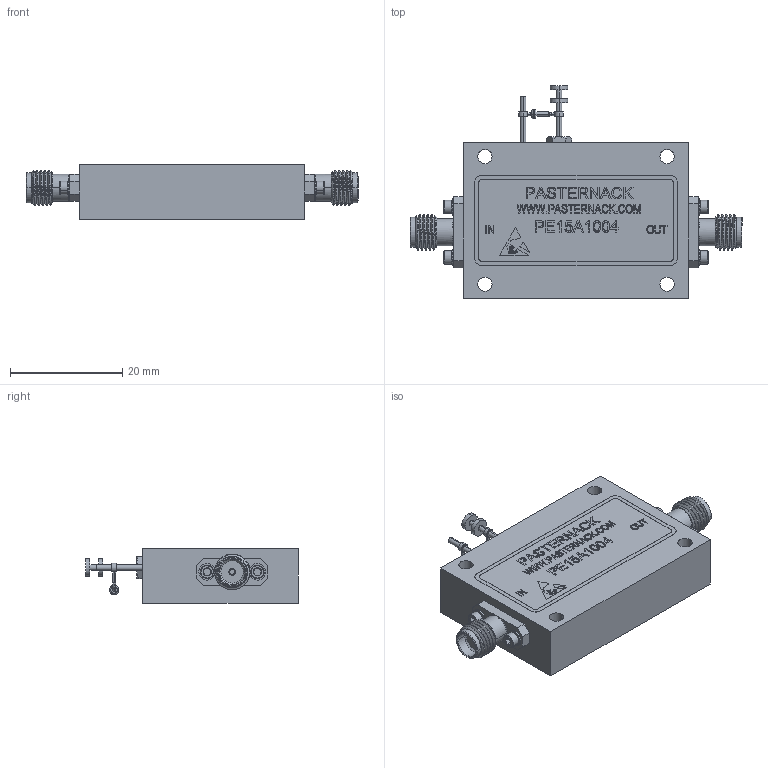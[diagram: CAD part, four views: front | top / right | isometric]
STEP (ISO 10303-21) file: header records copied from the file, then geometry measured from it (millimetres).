
FILE_DESCRIPTION (( 'STEP AP203' ), '1' );
FILE_NAME ('PE15A1004.step', '2019-01-11T19:32:47', ( '' ), ( '' ), 'SwSTEP 2.0', 'SolidWorks 2017', '' );
FILE_SCHEMA (( 'CONFIG_CONTROL_DESIGN' ));
Products named in the file (1): PE15A1004
Bounding box: 59.25 x 37.96 x 9.7 mm (x, y, z)
Volume: 11186.6 mm3; surface area: 4754.9 mm2
Topology: 1 solids, 7 shells, 1011 faces, 2584 edges, 1682 vertices
Faces by surface type: plane 551, bspline 203, cylinder 167, cone 74, torus 16
Entity records: 44127 total; most frequent: CARTESIAN_POINT 21119, ORIENTED_EDGE 5152, DIRECTION 3970, EDGE_CURVE 2576, VERTEX_POINT 1682, VECTOR 1640, LINE 1640, AXIS2_PLACEMENT_3D 1165
